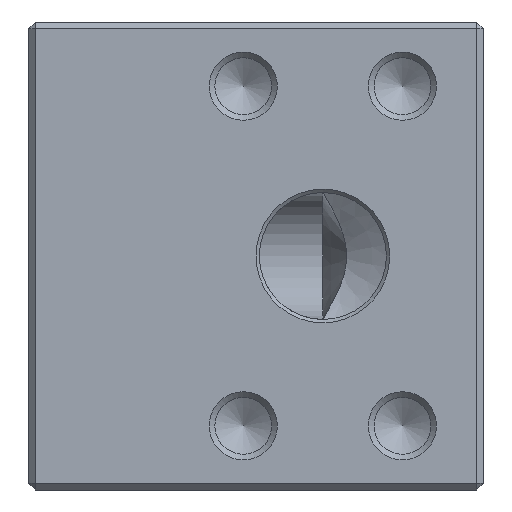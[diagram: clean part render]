
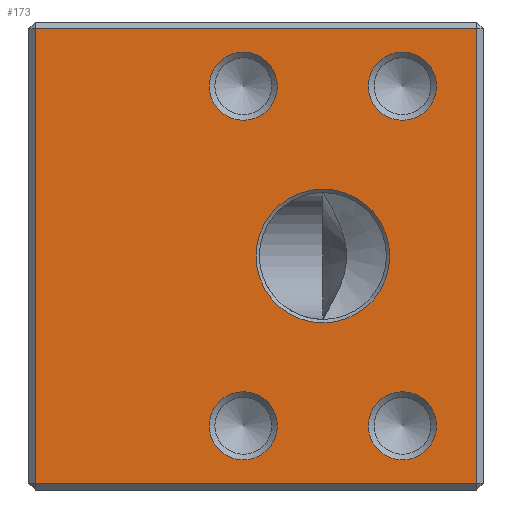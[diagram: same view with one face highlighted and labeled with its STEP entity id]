
A CAD part, left-side view. The second image highlights one B-rep face of the part: STEP entity #173.
In plain terms, the highlighted planar face has unit normal (-1, 0, 0).
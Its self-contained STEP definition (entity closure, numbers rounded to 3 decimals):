
#173=ADVANCED_FACE('',(#356,#357,#358,#359,#360,#361),#227,.F.);
#227=PLANE('',#851);
#256=LINE('',#1194,#304);
#257=LINE('',#1197,#305);
#258=LINE('',#1199,#306);
#259=LINE('',#1201,#307);
#304=VECTOR('',#960,1.);
#305=VECTOR('',#961,1.);
#306=VECTOR('',#962,1.);
#307=VECTOR('',#963,1.);
#356=FACE_BOUND('',#425,.T.);
#357=FACE_BOUND('',#426,.T.);
#358=FACE_BOUND('',#427,.T.);
#359=FACE_BOUND('',#428,.T.);
#360=FACE_BOUND('',#429,.T.);
#361=FACE_BOUND('',#430,.T.);
#425=EDGE_LOOP('',(#516));
#426=EDGE_LOOP('',(#517));
#427=EDGE_LOOP('',(#518));
#428=EDGE_LOOP('',(#519));
#429=EDGE_LOOP('',(#520));
#430=EDGE_LOOP('',(#521,#522,#523,#524));
#516=ORIENTED_EDGE('',*,*,#737,.T.);
#517=ORIENTED_EDGE('',*,*,#738,.T.);
#518=ORIENTED_EDGE('',*,*,#739,.T.);
#519=ORIENTED_EDGE('',*,*,#740,.T.);
#520=ORIENTED_EDGE('',*,*,#741,.T.);
#521=ORIENTED_EDGE('',*,*,#742,.T.);
#522=ORIENTED_EDGE('',*,*,#743,.T.);
#523=ORIENTED_EDGE('',*,*,#744,.T.);
#524=ORIENTED_EDGE('',*,*,#745,.T.);
#674=VERTEX_POINT('',#1185);
#675=VERTEX_POINT('',#1187);
#676=VERTEX_POINT('',#1189);
#677=VERTEX_POINT('',#1191);
#678=VERTEX_POINT('',#1193);
#679=VERTEX_POINT('',#1195);
#680=VERTEX_POINT('',#1196);
#681=VERTEX_POINT('',#1198);
#682=VERTEX_POINT('',#1200);
#737=EDGE_CURVE('',#674,#674,#811,.T.);
#738=EDGE_CURVE('',#675,#675,#812,.T.);
#739=EDGE_CURVE('',#676,#676,#813,.T.);
#740=EDGE_CURVE('',#677,#677,#814,.T.);
#741=EDGE_CURVE('',#678,#678,#815,.T.);
#742=EDGE_CURVE('',#679,#680,#256,.T.);
#743=EDGE_CURVE('',#680,#681,#257,.T.);
#744=EDGE_CURVE('',#681,#682,#258,.T.);
#745=EDGE_CURVE('',#682,#679,#259,.T.);
#811=CIRCLE('',#846,5.1);
#812=CIRCLE('',#847,5.1);
#813=CIRCLE('',#848,5.1);
#814=CIRCLE('',#849,5.1);
#815=CIRCLE('',#850,10.);
#846=AXIS2_PLACEMENT_3D('',#1184,#950,#951);
#847=AXIS2_PLACEMENT_3D('',#1186,#952,#953);
#848=AXIS2_PLACEMENT_3D('',#1188,#954,#955);
#849=AXIS2_PLACEMENT_3D('',#1190,#956,#957);
#850=AXIS2_PLACEMENT_3D('',#1192,#958,#959);
#851=AXIS2_PLACEMENT_3D('',#1202,#964,#965);
#950=DIRECTION('',(1.,0.,0.));
#951=DIRECTION('',(0.,0.,-1.));
#952=DIRECTION('',(1.,0.,0.));
#953=DIRECTION('',(0.,0.,-1.));
#954=DIRECTION('',(1.,0.,0.));
#955=DIRECTION('',(0.,0.,-1.));
#956=DIRECTION('',(1.,0.,0.));
#957=DIRECTION('',(0.,0.,-1.));
#958=DIRECTION('',(1.,0.,0.));
#959=DIRECTION('',(0.,0.,-1.));
#960=DIRECTION('',(0.,0.,-1.));
#961=DIRECTION('',(0.,-1.,0.));
#962=DIRECTION('',(0.,0.,1.));
#963=DIRECTION('',(0.,1.,0.));
#964=DIRECTION('',(1.,0.,0.));
#965=DIRECTION('',(0.,0.,-1.));
#1184=CARTESIAN_POINT('',(0.,-21.9,25.4));
#1185=CARTESIAN_POINT('',(0.,-21.9,20.3));
#1186=CARTESIAN_POINT('',(0.,1.9,25.4));
#1187=CARTESIAN_POINT('',(0.,1.9,20.3));
#1188=CARTESIAN_POINT('',(0.,-21.9,-25.4));
#1189=CARTESIAN_POINT('',(0.,-21.9,-30.5));
#1190=CARTESIAN_POINT('',(0.,1.9,-25.4));
#1191=CARTESIAN_POINT('',(0.,1.9,-30.5));
#1192=CARTESIAN_POINT('',(0.,-10.,0.));
#1193=CARTESIAN_POINT('',(0.,-10.,-10.));
#1194=CARTESIAN_POINT('',(0.,33.,0.));
#1195=CARTESIAN_POINT('',(0.,33.,34.));
#1196=CARTESIAN_POINT('',(0.,33.,-34.));
#1197=CARTESIAN_POINT('',(0.,0.,-34.));
#1198=CARTESIAN_POINT('',(0.,-33.,-34.));
#1199=CARTESIAN_POINT('',(0.,-33.,0.));
#1200=CARTESIAN_POINT('',(0.,-33.,34.));
#1201=CARTESIAN_POINT('',(0.,0.,34.));
#1202=CARTESIAN_POINT('',(0.,0.,0.));
